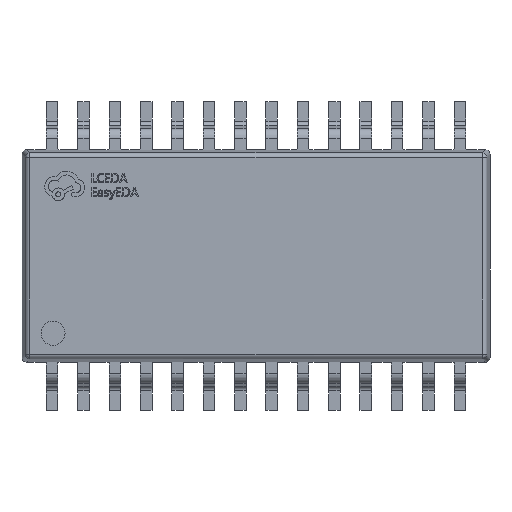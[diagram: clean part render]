
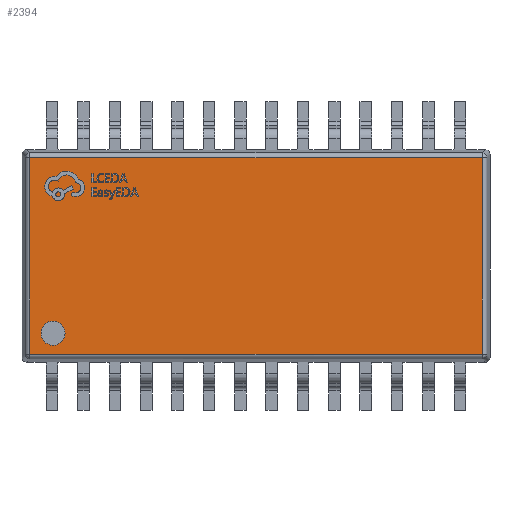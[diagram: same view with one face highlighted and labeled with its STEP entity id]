
A CAD part, top view. The second image highlights one B-rep face of the part: STEP entity #2394.
In plain terms, the highlighted free-form (B-spline) face has degree [1, 1] with [2, 2] control points.
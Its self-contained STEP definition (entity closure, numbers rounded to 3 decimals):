
#24 = VERTEX_POINT('',#25);
#25 = CARTESIAN_POINT('',(-3.958,-1.604,1.2));
#30 = EDGE_CURVE('',#31,#24,#33,.T.);
#31 = VERTEX_POINT('',#32);
#32 = CARTESIAN_POINT('',(-4.456,-1.604,1.2));
#33 = ( BOUNDED_CURVE() B_SPLINE_CURVE(2,(#34,#35,#36,#37,#38),
.UNSPECIFIED.,.F.,.F.) B_SPLINE_CURVE_WITH_KNOTS((3,2,3),(3.142,
4.712,6.283),.PIECEWISE_BEZIER_KNOTS.) CURVE() 
GEOMETRIC_REPRESENTATION_ITEM() RATIONAL_B_SPLINE_CURVE((1.,
0.707,1.,0.707,1.)) REPRESENTATION_ITEM('') );
#34 = CARTESIAN_POINT('',(-4.456,-1.604,1.2));
#35 = CARTESIAN_POINT('',(-4.456,-1.853,1.2));
#36 = CARTESIAN_POINT('',(-4.207,-1.853,1.2));
#37 = CARTESIAN_POINT('',(-3.958,-1.853,1.2));
#38 = CARTESIAN_POINT('',(-3.958,-1.604,1.2));
#2394 = ADVANCED_FACE('',(#2395,#2406),#2436,.T.);
#2395 = FACE_BOUND('',#2396,.T.);
#2396 = EDGE_LOOP('',(#2397,#2405));
#2397 = ORIENTED_EDGE('',*,*,#2398,.F.);
#2398 = EDGE_CURVE('',#24,#31,#2399,.T.);
#2399 = ( BOUNDED_CURVE() B_SPLINE_CURVE(2,(#2400,#2401,#2402,#2403,
#2404),.UNSPECIFIED.,.F.,.F.) B_SPLINE_CURVE_WITH_KNOTS((3,2,3),(0.,
1.571,3.142),.PIECEWISE_BEZIER_KNOTS.) CURVE() 
GEOMETRIC_REPRESENTATION_ITEM() RATIONAL_B_SPLINE_CURVE((1.,
0.707,1.,0.707,1.)) REPRESENTATION_ITEM('') );
#2400 = CARTESIAN_POINT('',(-3.958,-1.604,1.2));
#2401 = CARTESIAN_POINT('',(-3.958,-1.355,1.2));
#2402 = CARTESIAN_POINT('',(-4.207,-1.355,1.2));
#2403 = CARTESIAN_POINT('',(-4.456,-1.355,1.2));
#2404 = CARTESIAN_POINT('',(-4.456,-1.604,1.2));
#2405 = ORIENTED_EDGE('',*,*,#30,.F.);
#2406 = FACE_BOUND('',#2407,.T.);
#2407 = EDGE_LOOP('',(#2408,#2417,#2424,#2431));
#2408 = ORIENTED_EDGE('',*,*,#2409,.T.);
#2409 = EDGE_CURVE('',#2410,#2412,#2414,.T.);
#2410 = VERTEX_POINT('',#2411);
#2411 = CARTESIAN_POINT('',(-4.686,2.036,1.2));
#2412 = VERTEX_POINT('',#2413);
#2413 = CARTESIAN_POINT('',(-4.686,-2.036,1.2));
#2414 = B_SPLINE_CURVE_WITH_KNOTS('',1,(#2415,#2416),.UNSPECIFIED.,.F.,
  .F.,(2,2),(-4.158,-0.087),
  .PIECEWISE_BEZIER_KNOTS.);
#2415 = CARTESIAN_POINT('',(-4.686,2.036,1.2));
#2416 = CARTESIAN_POINT('',(-4.686,-2.036,1.2));
#2417 = ORIENTED_EDGE('',*,*,#2418,.T.);
#2418 = EDGE_CURVE('',#2412,#2419,#2421,.T.);
#2419 = VERTEX_POINT('',#2420);
#2420 = CARTESIAN_POINT('',(4.686,-2.036,1.2));
#2421 = B_SPLINE_CURVE_WITH_KNOTS('',1,(#2422,#2423),.UNSPECIFIED.,.F.,
  .F.,(2,2),(-9.458,-0.087),
  .PIECEWISE_BEZIER_KNOTS.);
#2422 = CARTESIAN_POINT('',(-4.686,-2.036,1.2));
#2423 = CARTESIAN_POINT('',(4.686,-2.036,1.2));
#2424 = ORIENTED_EDGE('',*,*,#2425,.T.);
#2425 = EDGE_CURVE('',#2419,#2426,#2428,.T.);
#2426 = VERTEX_POINT('',#2427);
#2427 = CARTESIAN_POINT('',(4.686,2.036,1.2));
#2428 = B_SPLINE_CURVE_WITH_KNOTS('',1,(#2429,#2430),.UNSPECIFIED.,.F.,
  .F.,(2,2),(-4.158,-0.087),
  .PIECEWISE_BEZIER_KNOTS.);
#2429 = CARTESIAN_POINT('',(4.686,-2.036,1.2));
#2430 = CARTESIAN_POINT('',(4.686,2.036,1.2));
#2431 = ORIENTED_EDGE('',*,*,#2432,.T.);
#2432 = EDGE_CURVE('',#2426,#2410,#2433,.T.);
#2433 = B_SPLINE_CURVE_WITH_KNOTS('',1,(#2434,#2435),.UNSPECIFIED.,.F.,
  .F.,(2,2),(-9.458,-0.087),
  .PIECEWISE_BEZIER_KNOTS.);
#2434 = CARTESIAN_POINT('',(4.686,2.036,1.2));
#2435 = CARTESIAN_POINT('',(-4.686,2.036,1.2));
#2436 = B_SPLINE_SURFACE_WITH_KNOTS('',1,1,(
    (#2437,#2438)
    ,(#2439,#2440
    )),.UNSPECIFIED.,.F.,.F.,.F.,(2,2),(2,2),(-4.686,
    4.686),(-2.036,2.036),
  .PIECEWISE_BEZIER_KNOTS.);
#2437 = CARTESIAN_POINT('',(-4.686,-2.036,1.2));
#2438 = CARTESIAN_POINT('',(-4.686,2.036,1.2));
#2439 = CARTESIAN_POINT('',(4.686,-2.036,1.2));
#2440 = CARTESIAN_POINT('',(4.686,2.036,1.2));
